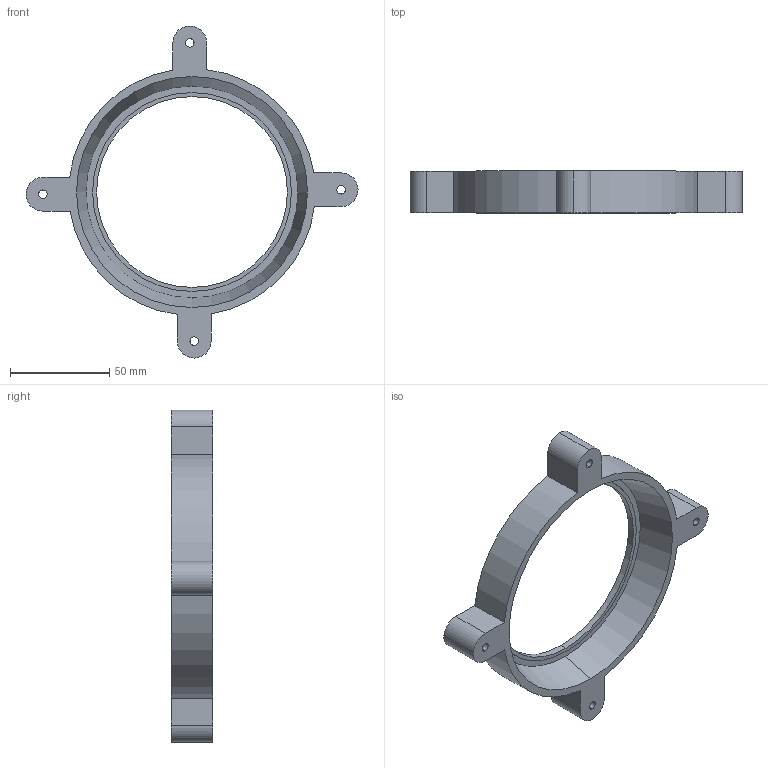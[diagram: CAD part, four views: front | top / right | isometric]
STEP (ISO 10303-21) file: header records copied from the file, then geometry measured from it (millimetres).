
FILE_DESCRIPTION (( 'STEP AP214' ), '1' );
FILE_NAME ('outerBearingLimiter.STEP', '2025-04-15T00:48:04', ( '' ), ( '' ), 'SwSTEP 2.0', 'SolidWorks 2025', '' );
FILE_SCHEMA (( 'AUTOMOTIVE_DESIGN' ));
Length unit declared in the file: millimetre
Products named in the file (1): outerBearingLimiter
Bounding box: 167 x 21 x 167 mm (x, y, z)
Volume: 83441.3 mm3; surface area: 30808.7 mm2
Topology: 1 solids, 1 shells, 41 faces, 105 edges, 70 vertices
Faces by surface type: cylinder 25, plane 14, cone 2
Entity records: 1316 total; most frequent: DIRECTION 243, CARTESIAN_POINT 217, ORIENTED_EDGE 210, EDGE_CURVE 105, AXIS2_PLACEMENT_3D 96, VERTEX_POINT 70, EDGE_LOOP 55, CIRCLE 54
